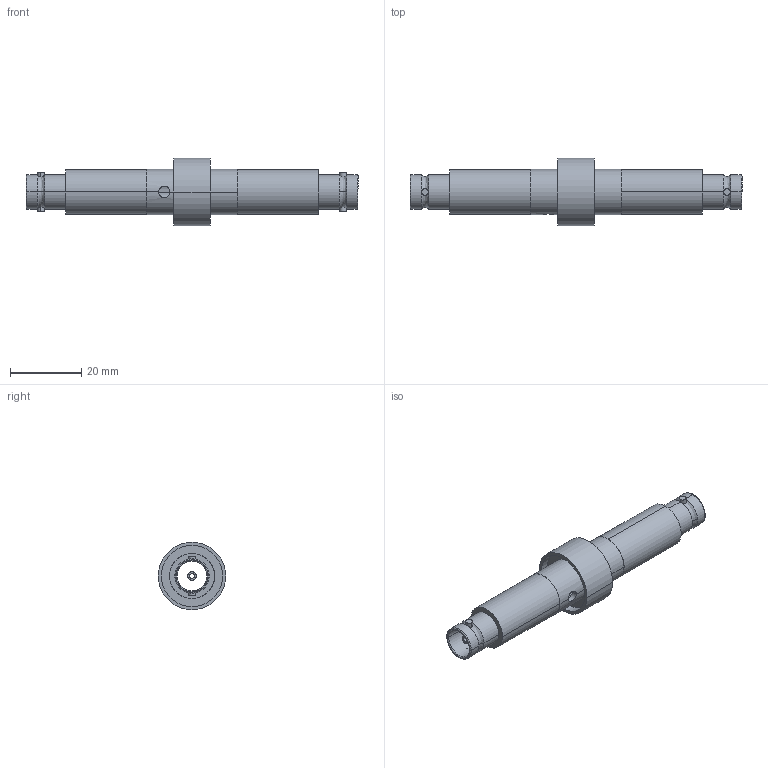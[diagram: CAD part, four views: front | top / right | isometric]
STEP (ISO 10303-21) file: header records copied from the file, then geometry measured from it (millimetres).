
FILE_DESCRIPTION (( 'STEP AP214' ), '1' );
FILE_NAME ('241-BNCD-A0471-1.step', '2025-02-18T19:25:39', ( '' ), ( '' ), 'SwSTEP 2.0', 'SolidWorks 2022', '' );
FILE_SCHEMA (( 'AUTOMOTIVE_DESIGN' ));
Length unit declared in the file: millimetre
Products named in the file (1): 241-BNCD-A0471-1
Bounding box: 92.96 x 18.92 x 18.92 mm (x, y, z)
Surface area: 6505.4 mm2 (no closed solid volume)
Topology: 0 solids, 7 shells, 80 faces, 193 edges, 128 vertices
Faces by surface type: cylinder 43, plane 25, bspline 12
Entity records: 3235 total; most frequent: CARTESIAN_POINT 1378, DIRECTION 399, ORIENTED_EDGE 345, EDGE_CURVE 193, AXIS2_PLACEMENT_3D 163, VERTEX_POINT 128, CIRCLE 94, EDGE_LOOP 93
